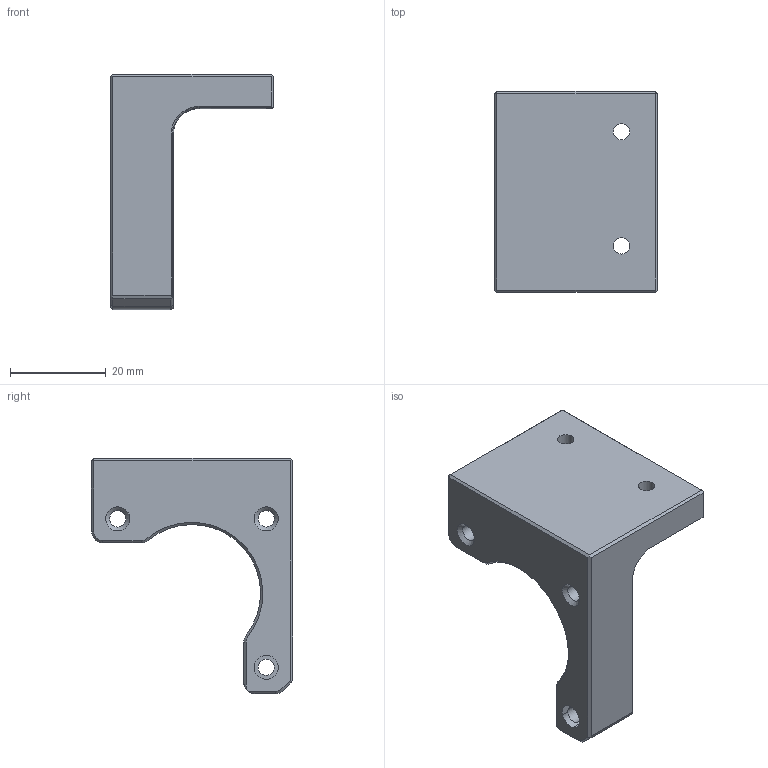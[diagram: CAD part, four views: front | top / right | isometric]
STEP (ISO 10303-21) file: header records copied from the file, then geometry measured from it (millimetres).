
FILE_DESCRIPTION(/* description */ (''),/* implementation_level */ '2;1');
FILE_NAME(/* name */ 'Nema 17 Z Motor mount.step',/* time_stamp */ '2021-06-30T15:38:38-05:00',/* author */ (''),/* organization */ (''),/* preprocessor_version */ 'ST-DEVELOPER v18.1',/* originating_system */ 'Autodesk Translation Framework v10.9.0.1377',/* authorisation */ '');
FILE_SCHEMA (('AUTOMOTIVE_DESIGN { 1 0 10303 214 3 1 1 }'));
Length unit declared in the file: millimetre
Products named in the file (1): MotorMount(Mirror)(Mirror)(Mirror)
Bounding box: 34 x 41.97 x 49.12 mm (x, y, z)
Volume: 18486.2 mm3; surface area: 6613.4 mm2
Topology: 1 solids, 1 shells, 81 faces, 194 edges, 116 vertices
Faces by surface type: plane 31, cylinder 24, torus 13, cone 9, bspline 4
Full cylindrical faces by diameter (mm): 3.4 x5, 6 x3
Entity records: 2760 total; most frequent: CARTESIAN_POINT 787, DIRECTION 427, ORIENTED_EDGE 388, EDGE_CURVE 194, AXIS2_PLACEMENT_3D 163, VERTEX_POINT 116, LINE 101, VECTOR 101
